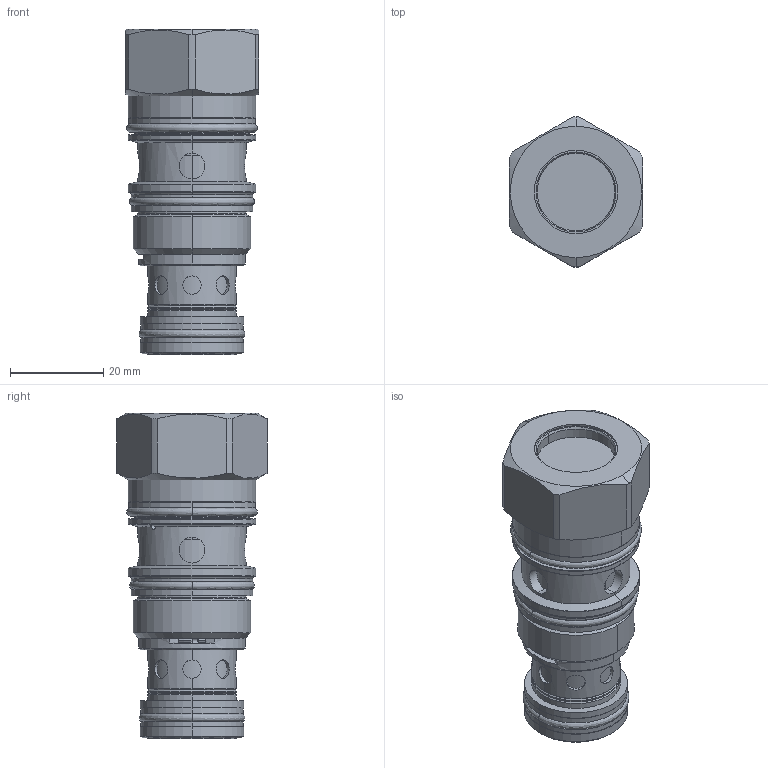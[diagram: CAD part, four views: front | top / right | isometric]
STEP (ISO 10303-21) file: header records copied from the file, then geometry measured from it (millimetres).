
FILE_DESCRIPTION((''),'2;1');
FILE_NAME('PPFF8WN_SW','2023-02-01T15:13:55',('SigMax'),(''),'CREO PARAMETRIC BY PTC INC, 2021072','CREO PARAMETRIC BY PTC INC, 2021072','');
FILE_SCHEMA(('AUTOMOTIVE_DESIGN { 1 0 10303 214 1 1 1 1 }'));
Length unit declared in the file: inch
Products named in the file (1): PPFF8WN_SW
Bounding box: 28.57 x 32.21 x 69.85 mm (x, y, z)
Volume: 32241.2 mm3; surface area: 13907.6 mm2
Topology: 4 solids, 5 shells, 254 faces, 569 edges, 343 vertices
Faces by surface type: cylinder 121, cone 44, torus 43, plane 36, revolution 10
Entity records: 10822 total; most frequent: CARTESIAN_POINT 3167, DIRECTION 1270, ORIENTED_EDGE 1138, EDGE_CURVE 569, AXIS2_PLACEMENT_3D 545, VERTEX_POINT 343, CIRCLE 301, EDGE_LOOP 290
